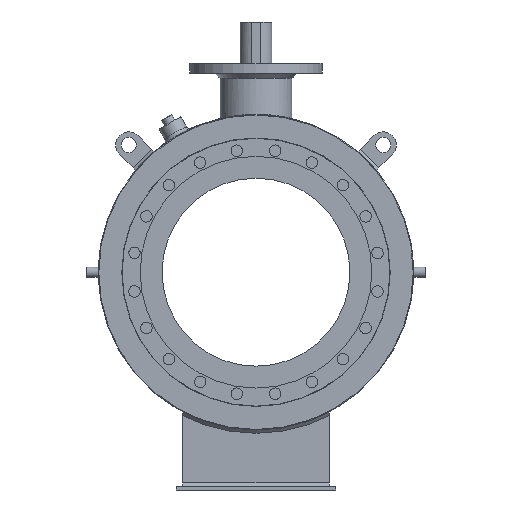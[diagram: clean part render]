
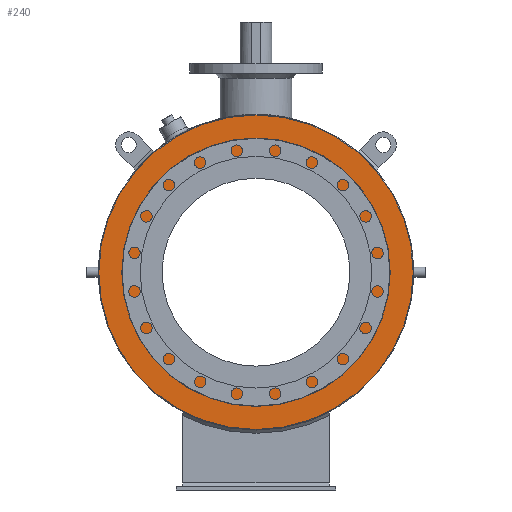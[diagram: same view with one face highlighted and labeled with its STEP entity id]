
A CAD part, left-side view. The second image highlights one B-rep face of the part: STEP entity #240.
In plain terms, the highlighted planar face has unit normal (-1, 0, 0).
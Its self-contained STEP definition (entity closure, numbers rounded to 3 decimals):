
#240 = ADVANCED_FACE( '', ( #651, #652 ), #653, .F. );
#651 = FACE_BOUND( '', #1376, .T. );
#652 = FACE_OUTER_BOUND( '', #1377, .T. );
#653 = PLANE( '', #1378 );
#1376 = EDGE_LOOP( '', ( #3269 ) );
#1377 = EDGE_LOOP( '', ( #3270 ) );
#1378 = AXIS2_PLACEMENT_3D( '', #3271, #3272, #3273 );
#3269 = ORIENTED_EDGE( '', *, *, #4489, .T. );
#3270 = ORIENTED_EDGE( '', *, *, #4490, .T. );
#3271 = CARTESIAN_POINT( '', ( -409.5, 0., 494. ) );
#3272 = DIRECTION( '', ( 1., 0., 0. ) );
#3273 = DIRECTION( '', ( 0., 0., -1. ) );
#4489 = EDGE_CURVE( '', #5061, #5061, #5062, .T. );
#4490 = EDGE_CURVE( '', #5063, #5063, #5064, .F. );
#5061 = VERTEX_POINT( '', #6043 );
#5062 = CIRCLE( '', #6044, 320. );
#5063 = VERTEX_POINT( '', #6045 );
#5064 = CIRCLE( '', #6046, 492. );
#6043 = CARTESIAN_POINT( '', ( -409.5, 0., -320. ) );
#6044 = AXIS2_PLACEMENT_3D( '', #8042, #8043, #8044 );
#6045 = CARTESIAN_POINT( '', ( -409.5, 0., -492. ) );
#6046 = AXIS2_PLACEMENT_3D( '', #8045, #8046, #8047 );
#8042 = CARTESIAN_POINT( '', ( -409.5, 0., 0. ) );
#8043 = DIRECTION( '', ( 1., 0., 0. ) );
#8044 = DIRECTION( '', ( 0., 0., -1. ) );
#8045 = CARTESIAN_POINT( '', ( -409.5, 0., 0. ) );
#8046 = DIRECTION( '', ( 1., 0., 0. ) );
#8047 = DIRECTION( '', ( 0., 0., -1. ) );
